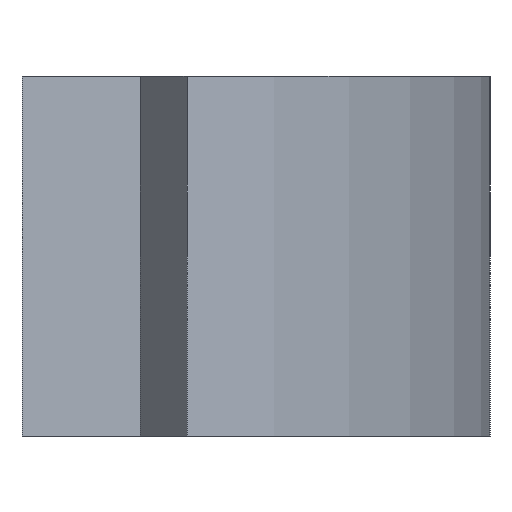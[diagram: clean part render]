
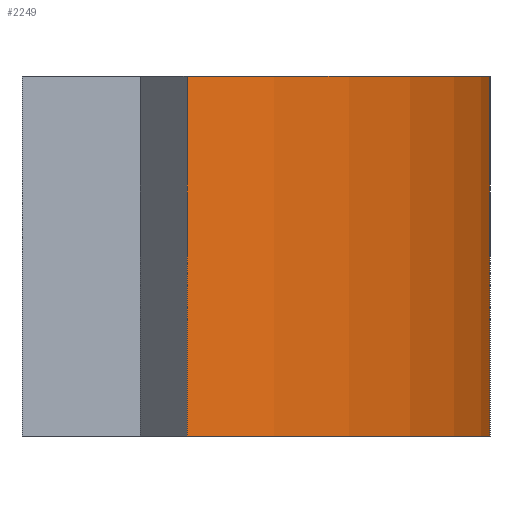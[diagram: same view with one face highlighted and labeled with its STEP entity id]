
A CAD part, left-side view. The second image highlights one B-rep face of the part: STEP entity #2249.
In plain terms, the highlighted cylindrical face has radius 23 mm (diameter 46 mm), a partial arc.
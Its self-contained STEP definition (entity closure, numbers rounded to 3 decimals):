
#77=CIRCLE('',#2397,23.);
#78=CIRCLE('',#2398,23.);
#90=CYLINDRICAL_SURFACE('',#2396,23.);
#174=FACE_OUTER_BOUND('',#280,.T.);
#280=EDGE_LOOP('',(#1776,#1777,#1778,#1779));
#583=LINE('',#3491,#873);
#584=LINE('',#3494,#874);
#873=VECTOR('',#2865,23.);
#874=VECTOR('',#2868,10.);
#1106=VERTEX_POINT('',#3487);
#1107=VERTEX_POINT('',#3488);
#1108=VERTEX_POINT('',#3490);
#1109=VERTEX_POINT('',#3492);
#1389=EDGE_CURVE('',#1106,#1107,#77,.T.);
#1390=EDGE_CURVE('',#1107,#1108,#583,.T.);
#1391=EDGE_CURVE('',#1108,#1109,#78,.T.);
#1392=EDGE_CURVE('',#1109,#1106,#584,.T.);
#1776=ORIENTED_EDGE('',*,*,#1389,.T.);
#1777=ORIENTED_EDGE('',*,*,#1390,.T.);
#1778=ORIENTED_EDGE('',*,*,#1391,.T.);
#1779=ORIENTED_EDGE('',*,*,#1392,.T.);
#2249=ADVANCED_FACE('',(#174),#90,.T.);
#2396=AXIS2_PLACEMENT_3D('',#3486,#2861,#2862);
#2397=AXIS2_PLACEMENT_3D('',#3489,#2863,#2864);
#2398=AXIS2_PLACEMENT_3D('',#3493,#2866,#2867);
#2861=DIRECTION('center_axis',(0.,0.,1.));
#2862=DIRECTION('ref_axis',(-0.828,-0.561,0.));
#2863=DIRECTION('center_axis',(0.,0.,1.));
#2864=DIRECTION('ref_axis',(-0.828,-0.561,0.));
#2865=DIRECTION('',(0.,0.,1.));
#2866=DIRECTION('center_axis',(0.,0.,-1.));
#2867=DIRECTION('ref_axis',(-0.828,-0.561,0.));
#2868=DIRECTION('',(0.,0.,-1.));
#3486=CARTESIAN_POINT('Origin',(19.04,7.4,0.));
#3487=CARTESIAN_POINT('',(0.,-5.502,0.));
#3488=CARTESIAN_POINT('',(19.04,-15.6,0.));
#3489=CARTESIAN_POINT('Origin',(19.04,7.4,0.));
#3490=CARTESIAN_POINT('',(19.04,-15.6,12.));
#3491=CARTESIAN_POINT('',(19.04,-15.6,0.));
#3492=CARTESIAN_POINT('',(0.,-5.502,12.));
#3493=CARTESIAN_POINT('Origin',(19.04,7.4,12.));
#3494=CARTESIAN_POINT('',(0.,-5.502,0.));
